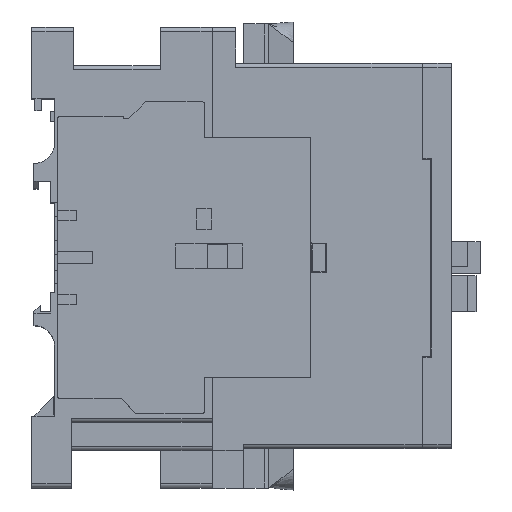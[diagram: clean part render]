
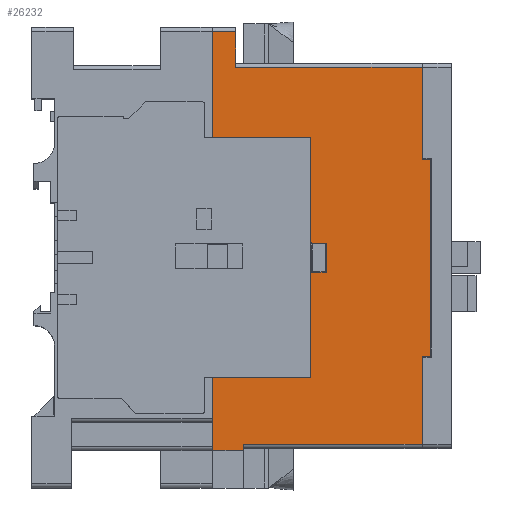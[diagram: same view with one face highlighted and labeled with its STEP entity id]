
A CAD part, top view. The second image highlights one B-rep face of the part: STEP entity #26232.
In plain terms, the highlighted planar face has unit normal (0, 0, 1).
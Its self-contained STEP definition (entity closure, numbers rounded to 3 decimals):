
#7 = VECTOR ( 'NONE', #20395, 1000. ) ;
#79 = CARTESIAN_POINT ( 'NONE',  ( 50.55, -44.9, 35. ) ) ;
#842 = DIRECTION ( 'NONE',  ( 0., -1., 0. ) ) ;
#960 = VECTOR ( 'NONE', #26278, 1000. ) ;
#1425 = EDGE_CURVE ( 'NONE', #15288, #16623, #18283, .T. ) ;
#1493 = VECTOR ( 'NONE', #28549, 1000. ) ;
#1619 = VERTEX_POINT ( 'NONE', #12941 ) ;
#1684 = EDGE_CURVE ( 'NONE', #26826, #13093, #11142, .T. ) ;
#1784 = CARTESIAN_POINT ( 'NONE',  ( 50.55, 23.75, 35. ) ) ;
#2167 = VECTOR ( 'NONE', #7389, 1000. ) ;
#2628 = ORIENTED_EDGE ( 'NONE', *, *, #24312, .F. ) ;
#2696 = CARTESIAN_POINT ( 'NONE',  ( 50.55, 45.8, 35. ) ) ;
#2900 = ORIENTED_EDGE ( 'NONE', *, *, #12811, .T. ) ;
#2962 = EDGE_CURVE ( 'NONE', #14915, #17901, #6586, .T. ) ;
#3337 = EDGE_CURVE ( 'NONE', #15288, #14915, #27872, .T. ) ;
#4186 = CARTESIAN_POINT ( 'NONE',  ( 7.55, -44.9, 35. ) ) ;
#4510 = DIRECTION ( 'NONE',  ( 0., -1., 0. ) ) ;
#4554 = EDGE_LOOP ( 'NONE', ( #5240, #13727, #25995, #26216, #28461, #9555, #10463, #21692, #2628, #13083, #27921, #2900 ) ) ;
#4777 = ORIENTED_EDGE ( 'NONE', *, *, #23727, .F. ) ;
#5226 = LINE ( 'NONE', #10951, #7 ) ;
#5240 = ORIENTED_EDGE ( 'NONE', *, *, #1425, .F. ) ;
#5395 = VERTEX_POINT ( 'NONE', #27151 ) ;
#5645 = DIRECTION ( 'NONE',  ( 1., 0., 0. ) ) ;
#5678 = LINE ( 'NONE', #20295, #23644 ) ;
#6586 = LINE ( 'NONE', #9375, #12538 ) ;
#6975 = EDGE_CURVE ( 'NONE', #17901, #29523, #20679, .T. ) ;
#6987 = VERTEX_POINT ( 'NONE', #2696 ) ;
#7105 = EDGE_CURVE ( 'NONE', #29523, #19076, #5678, .T. ) ;
#7389 = DIRECTION ( 'NONE',  ( 0., 1., 0. ) ) ;
#7434 = LINE ( 'NONE', #9399, #19057 ) ;
#7691 = VECTOR ( 'NONE', #10310, 1000. ) ;
#7816 = DIRECTION ( 'NONE',  ( 1., 0., 0. ) ) ;
#7956 = ORIENTED_EDGE ( 'NONE', *, *, #13137, .F. ) ;
#8151 = VECTOR ( 'NONE', #7816, 1000. ) ;
#8407 = CARTESIAN_POINT ( 'NONE',  ( 0., 0., 35. ) ) ;
#9173 = CARTESIAN_POINT ( 'NONE',  ( 50.55, 46.8, 35. ) ) ;
#9375 = CARTESIAN_POINT ( 'NONE',  ( 0.1, 55.45, 35. ) ) ;
#9399 = CARTESIAN_POINT ( 'NONE',  ( 23.95, 3.5, 35. ) ) ;
#9419 = LINE ( 'NONE', #19934, #16531 ) ;
#9555 = ORIENTED_EDGE ( 'NONE', *, *, #16040, .T. ) ;
#9887 = LINE ( 'NONE', #23547, #960 ) ;
#9987 = CARTESIAN_POINT ( 'NONE',  ( 27.45, -3.5, 35. ) ) ;
#10143 = CARTESIAN_POINT ( 'NONE',  ( 0., -46.45, 35. ) ) ;
#10310 = DIRECTION ( 'NONE',  ( 0., -1., 0. ) ) ;
#10312 = DIRECTION ( 'NONE',  ( 0., -1., 0. ) ) ;
#10463 = ORIENTED_EDGE ( 'NONE', *, *, #13299, .F. ) ;
#10903 = FACE_OUTER_BOUND ( 'NONE', #4554, .T. ) ;
#10951 = CARTESIAN_POINT ( 'NONE',  ( 50.55, -23.75, 35. ) ) ;
#11042 = CARTESIAN_POINT ( 'NONE',  ( 5.7, 45.8, 35. ) ) ;
#11142 = LINE ( 'NONE', #22447, #8151 ) ;
#11374 = VERTEX_POINT ( 'NONE', #25021 ) ;
#11536 = LINE ( 'NONE', #29706, #13418 ) ;
#11686 = ORIENTED_EDGE ( 'NONE', *, *, #29805, .F. ) ;
#12068 = VERTEX_POINT ( 'NONE', #25086 ) ;
#12100 = LINE ( 'NONE', #17212, #30463 ) ;
#12538 = VECTOR ( 'NONE', #842, 1000. ) ;
#12811 = EDGE_CURVE ( 'NONE', #6987, #16623, #9887, .T. ) ;
#12941 = CARTESIAN_POINT ( 'NONE',  ( 52.55, -23.75, 35. ) ) ;
#13083 = ORIENTED_EDGE ( 'NONE', *, *, #28278, .F. ) ;
#13093 = VERTEX_POINT ( 'NONE', #26977 ) ;
#13137 = EDGE_CURVE ( 'NONE', #11374, #26826, #12100, .T. ) ;
#13299 = EDGE_CURVE ( 'NONE', #5395, #27438, #19221, .T. ) ;
#13418 = VECTOR ( 'NONE', #20174, 1000. ) ;
#13727 = ORIENTED_EDGE ( 'NONE', *, *, #3337, .T. ) ;
#14066 = LINE ( 'NONE', #25425, #7691 ) ;
#14319 = VECTOR ( 'NONE', #19770, 1000. ) ;
#14915 = VERTEX_POINT ( 'NONE', #30306 ) ;
#15187 = EDGE_LOOP ( 'NONE', ( #7956, #11686, #4777, #21802 ) ) ;
#15288 = VERTEX_POINT ( 'NONE', #17173 ) ;
#15514 = VECTOR ( 'NONE', #22610, 1000. ) ;
#15621 = DIRECTION ( 'NONE',  ( 0., 0., 1. ) ) ;
#16040 = EDGE_CURVE ( 'NONE', #19076, #27438, #11536, .T. ) ;
#16115 = EDGE_CURVE ( 'NONE', #5395, #1619, #5226, .T. ) ;
#16531 = VECTOR ( 'NONE', #5645, 1000. ) ;
#16623 = VERTEX_POINT ( 'NONE', #11042 ) ;
#17057 = CARTESIAN_POINT ( 'NONE',  ( 7.55, -46.45, 35. ) ) ;
#17173 = CARTESIAN_POINT ( 'NONE',  ( 5.7, 54.45, 35. ) ) ;
#17212 = CARTESIAN_POINT ( 'NONE',  ( 23.95, -3.5, 35. ) ) ;
#17901 = VERTEX_POINT ( 'NONE', #28211 ) ;
#18283 = LINE ( 'NONE', #26172, #1493 ) ;
#18396 = FACE_BOUND ( 'NONE', #15187, .T. ) ;
#18571 = LINE ( 'NONE', #9987, #2167 ) ;
#19020 = DIRECTION ( 'NONE',  ( 0., -1., 0. ) ) ;
#19057 = VECTOR ( 'NONE', #28024, 1000. ) ;
#19076 = VERTEX_POINT ( 'NONE', #4186 ) ;
#19221 = LINE ( 'NONE', #23829, #22218 ) ;
#19350 = VERTEX_POINT ( 'NONE', #22511 ) ;
#19770 = DIRECTION ( 'NONE',  ( 1., 0., 0. ) ) ;
#19934 = CARTESIAN_POINT ( 'NONE',  ( 50.55, 23.75, 35. ) ) ;
#20174 = DIRECTION ( 'NONE',  ( 1., 0., 0. ) ) ;
#20295 = CARTESIAN_POINT ( 'NONE',  ( 7.55, -55.45, 35. ) ) ;
#20395 = DIRECTION ( 'NONE',  ( 1., 0., 0. ) ) ;
#20542 = DIRECTION ( 'NONE',  ( 1., 0., 0. ) ) ;
#20679 = LINE ( 'NONE', #10143, #14319 ) ;
#21080 = AXIS2_PLACEMENT_3D ( 'NONE', #8407, #15621, #20542 ) ;
#21598 = LINE ( 'NONE', #9173, #24951 ) ;
#21692 = ORIENTED_EDGE ( 'NONE', *, *, #16115, .T. ) ;
#21802 = ORIENTED_EDGE ( 'NONE', *, *, #1684, .F. ) ;
#22218 = VECTOR ( 'NONE', #19020, 1000. ) ;
#22447 = CARTESIAN_POINT ( 'NONE',  ( 23.95, -3.5, 35. ) ) ;
#22494 = DIRECTION ( 'NONE',  ( 0., 1., 0. ) ) ;
#22511 = CARTESIAN_POINT ( 'NONE',  ( 27.45, 3.5, 35. ) ) ;
#22610 = DIRECTION ( 'NONE',  ( -1., 0., 0. ) ) ;
#22835 = PLANE ( 'NONE',  #21080 ) ;
#23547 = CARTESIAN_POINT ( 'NONE',  ( 0., 45.8, 35. ) ) ;
#23644 = VECTOR ( 'NONE', #22494, 1000. ) ;
#23670 = EDGE_CURVE ( 'NONE', #6987, #24188, #21598, .T. ) ;
#23727 = EDGE_CURVE ( 'NONE', #13093, #19350, #18571, .T. ) ;
#23829 = CARTESIAN_POINT ( 'NONE',  ( 50.55, -23.75, 35. ) ) ;
#24188 = VERTEX_POINT ( 'NONE', #1784 ) ;
#24312 = EDGE_CURVE ( 'NONE', #12068, #1619, #14066, .T. ) ;
#24951 = VECTOR ( 'NONE', #4510, 1000. ) ;
#25021 = CARTESIAN_POINT ( 'NONE',  ( 23.95, 3.5, 35. ) ) ;
#25086 = CARTESIAN_POINT ( 'NONE',  ( 52.55, 23.75, 35. ) ) ;
#25425 = CARTESIAN_POINT ( 'NONE',  ( 52.55, 23.75, 35. ) ) ;
#25995 = ORIENTED_EDGE ( 'NONE', *, *, #2962, .T. ) ;
#26172 = CARTESIAN_POINT ( 'NONE',  ( 5.7, 55.45, 35. ) ) ;
#26216 = ORIENTED_EDGE ( 'NONE', *, *, #6975, .T. ) ;
#26232 = ADVANCED_FACE ( 'NONE', ( #18396, #10903 ), #22835, .T. ) ;
#26278 = DIRECTION ( 'NONE',  ( -1., 0., 0. ) ) ;
#26826 = VERTEX_POINT ( 'NONE', #26999 ) ;
#26977 = CARTESIAN_POINT ( 'NONE',  ( 27.45, -3.5, 35. ) ) ;
#26999 = CARTESIAN_POINT ( 'NONE',  ( 23.95, -3.5, 35. ) ) ;
#27151 = CARTESIAN_POINT ( 'NONE',  ( 50.55, -23.75, 35. ) ) ;
#27321 = CARTESIAN_POINT ( 'NONE',  ( 0., 54.45, 35. ) ) ;
#27438 = VERTEX_POINT ( 'NONE', #79 ) ;
#27872 = LINE ( 'NONE', #27321, #15514 ) ;
#27921 = ORIENTED_EDGE ( 'NONE', *, *, #23670, .F. ) ;
#28024 = DIRECTION ( 'NONE',  ( -1., 0., 0. ) ) ;
#28211 = CARTESIAN_POINT ( 'NONE',  ( 0.1, -46.45, 35. ) ) ;
#28278 = EDGE_CURVE ( 'NONE', #24188, #12068, #9419, .T. ) ;
#28461 = ORIENTED_EDGE ( 'NONE', *, *, #7105, .T. ) ;
#28549 = DIRECTION ( 'NONE',  ( 0., -1., 0. ) ) ;
#29523 = VERTEX_POINT ( 'NONE', #17057 ) ;
#29706 = CARTESIAN_POINT ( 'NONE',  ( 50.55, -44.9, 35. ) ) ;
#29805 = EDGE_CURVE ( 'NONE', #19350, #11374, #7434, .T. ) ;
#30306 = CARTESIAN_POINT ( 'NONE',  ( 0.1, 54.45, 35. ) ) ;
#30463 = VECTOR ( 'NONE', #10312, 1000. ) ;
